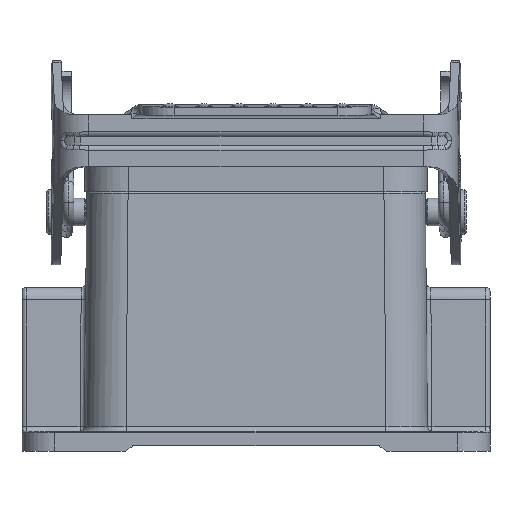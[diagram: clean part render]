
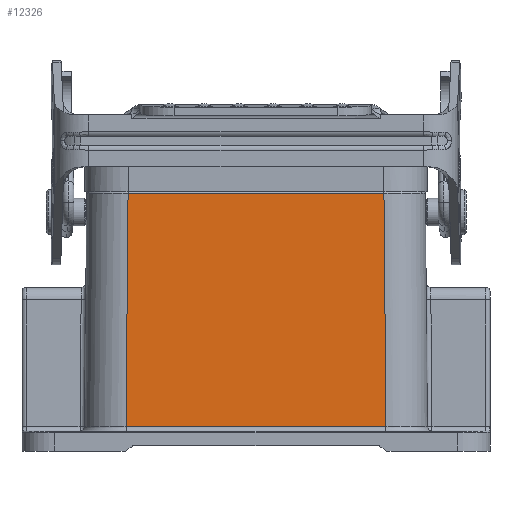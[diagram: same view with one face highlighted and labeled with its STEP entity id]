
A CAD part, left-side view. The second image highlights one B-rep face of the part: STEP entity #12326.
In plain terms, the highlighted planar face has unit normal (-1, 0, 0.007).
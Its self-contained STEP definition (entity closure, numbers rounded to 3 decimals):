
#12326=ADVANCED_FACE('',(#13494),#12728,.T.);
#12728=PLANE('',#34344);
#13494=FACE_OUTER_BOUND('',#14537,.T.);
#14537=EDGE_LOOP('',(#18557,#18558,#18559,#18560));
#18557=ORIENTED_EDGE('',*,*,#27485,.T.);
#18558=ORIENTED_EDGE('',*,*,#27486,.T.);
#18559=ORIENTED_EDGE('',*,*,#27487,.T.);
#18560=ORIENTED_EDGE('',*,*,#27488,.T.);
#23027=VERTEX_POINT('',#62438);
#23028=VERTEX_POINT('',#62439);
#23029=VERTEX_POINT('',#62441);
#23030=VERTEX_POINT('',#62443);
#27485=EDGE_CURVE('',#23027,#23028,#29934,.T.);
#27486=EDGE_CURVE('',#23028,#23029,#29935,.T.);
#27487=EDGE_CURVE('',#23029,#23030,#29936,.T.);
#27488=EDGE_CURVE('',#23030,#23027,#29937,.T.);
#29934=LINE('',#62437,#32122);
#29935=LINE('',#62440,#32123);
#29936=LINE('',#62442,#32124);
#29937=LINE('',#62444,#32125);
#32122=VECTOR('',#40456,1.);
#32123=VECTOR('',#40457,1.);
#32124=VECTOR('',#40458,1.);
#32125=VECTOR('',#40459,1.);
#34344=AXIS2_PLACEMENT_3D('',#62445,#40460,#40461);
#40456=DIRECTION('',(0.007,0.009,1.));
#40457=DIRECTION('',(0.,1.,0.));
#40458=DIRECTION('',(-0.007,0.009,-1.));
#40459=DIRECTION('',(0.,-1.,0.));
#40460=DIRECTION('',(-1.,0.,0.007));
#40461=DIRECTION('',(-0.007,0.,-1.));
#62437=CARTESIAN_POINT('',(-21.12,-22.212,51.638));
#62438=CARTESIAN_POINT('',(-21.436,-22.607,6.306));
#62439=CARTESIAN_POINT('',(-21.153,-22.253,46.912));
#62440=CARTESIAN_POINT('',(-21.153,22.251,46.912));
#62441=CARTESIAN_POINT('',(-21.153,22.253,46.912));
#62442=CARTESIAN_POINT('',(-21.151,22.25,47.243));
#62443=CARTESIAN_POINT('',(-21.436,22.607,6.306));
#62444=CARTESIAN_POINT('',(-21.436,-30.199,6.306));
#62445=CARTESIAN_POINT('',(-21.119,-30.199,51.708));
